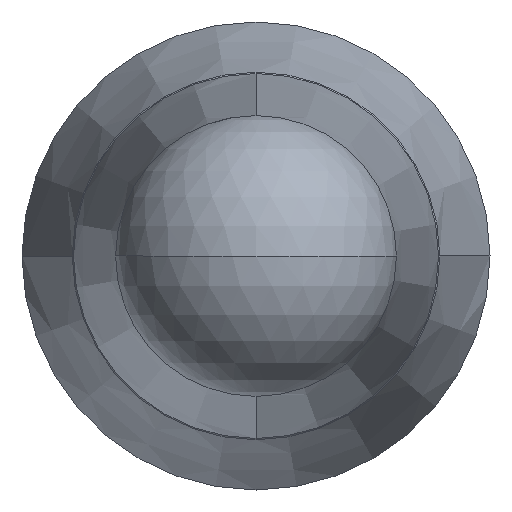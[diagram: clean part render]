
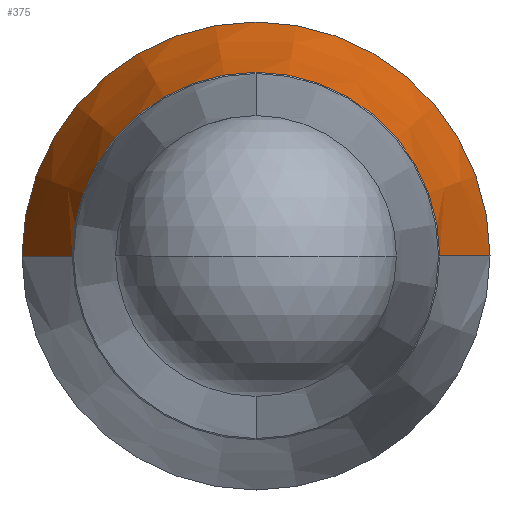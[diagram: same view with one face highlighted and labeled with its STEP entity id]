
A CAD part, front view. The second image highlights one B-rep face of the part: STEP entity #375.
In plain terms, the highlighted conical face has half-angle 15 degrees and reference radius 3.117 mm.
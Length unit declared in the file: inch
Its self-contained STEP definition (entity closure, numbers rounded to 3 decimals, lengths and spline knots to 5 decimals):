
#15 = ORIENTED_EDGE ( 'NONE', *, *, #430, .T. ) ;
#22 = CIRCLE ( 'NONE', #402, 0.15625 ) ;
#37 = DIRECTION ( 'NONE',  ( 0., 1., 0. ) ) ;
#38 = EDGE_CURVE ( 'NONE', #486, #392, #144, .T. ) ;
#59 = CARTESIAN_POINT ( 'NONE',  ( 0.1227, 0.8125, 0. ) ) ;
#74 = CARTESIAN_POINT ( 'NONE',  ( 0., 0.8125, 0. ) ) ;
#76 = DIRECTION ( 'NONE',  ( 0., 1., 0. ) ) ;
#78 = VERTEX_POINT ( 'NONE', #460 ) ;
#79 = CARTESIAN_POINT ( 'NONE',  ( 0., 0.93771, 0. ) ) ;
#82 = AXIS2_PLACEMENT_3D ( 'NONE', #74, #369, #319 ) ;
#112 = CARTESIAN_POINT ( 'NONE',  ( -0.1227, 0.8125, 0. ) ) ;
#142 = ORIENTED_EDGE ( 'NONE', *, *, #145, .T. ) ;
#144 = LINE ( 'NONE', #282, #468 ) ;
#145 = EDGE_CURVE ( 'NONE', #486, #307, #519, .T. ) ;
#147 = AXIS2_PLACEMENT_3D ( 'NONE', #237, #76, #325 ) ;
#178 = VECTOR ( 'NONE', #182, 39.37008 ) ;
#179 = EDGE_LOOP ( 'NONE', ( #142, #15, #516, #444 ) ) ;
#182 = DIRECTION ( 'NONE',  ( 0.259, 0.966, 0. ) ) ;
#237 = CARTESIAN_POINT ( 'NONE',  ( 0., 0.8125, 0. ) ) ;
#266 = DIRECTION ( 'NONE',  ( -0.259, 0.966, 0. ) ) ;
#282 = CARTESIAN_POINT ( 'NONE',  ( -0.1227, 0.8125, 0. ) ) ;
#285 = CARTESIAN_POINT ( 'NONE',  ( -0.15625, 0.93771, 0. ) ) ;
#289 = DIRECTION ( 'NONE',  ( -1., 0., 0. ) ) ;
#307 = VERTEX_POINT ( 'NONE', #59 ) ;
#309 = LINE ( 'NONE', #475, #178 ) ;
#319 = DIRECTION ( 'NONE',  ( -1., 0., 0. ) ) ;
#325 = DIRECTION ( 'NONE',  ( -1., 0., 0. ) ) ;
#358 = CONICAL_SURFACE ( 'NONE', #82, 0.1227, 0.262 ) ;
#363 = FACE_OUTER_BOUND ( 'NONE', #179, .T. ) ;
#364 = EDGE_CURVE ( 'NONE', #392, #78, #22, .T. ) ;
#369 = DIRECTION ( 'NONE',  ( 0., 1., 0. ) ) ;
#375 = ADVANCED_FACE ( 'NONE', ( #363 ), #358, .T. ) ;
#392 = VERTEX_POINT ( 'NONE', #285 ) ;
#402 = AXIS2_PLACEMENT_3D ( 'NONE', #79, #37, #289 ) ;
#430 = EDGE_CURVE ( 'NONE', #307, #78, #309, .T. ) ;
#444 = ORIENTED_EDGE ( 'NONE', *, *, #38, .F. ) ;
#460 = CARTESIAN_POINT ( 'NONE',  ( 0.15625, 0.93771, 0. ) ) ;
#468 = VECTOR ( 'NONE', #266, 39.37008 ) ;
#475 = CARTESIAN_POINT ( 'NONE',  ( 0.1227, 0.8125, 0. ) ) ;
#486 = VERTEX_POINT ( 'NONE', #112 ) ;
#516 = ORIENTED_EDGE ( 'NONE', *, *, #364, .F. ) ;
#519 = CIRCLE ( 'NONE', #147, 0.1227 ) ;
